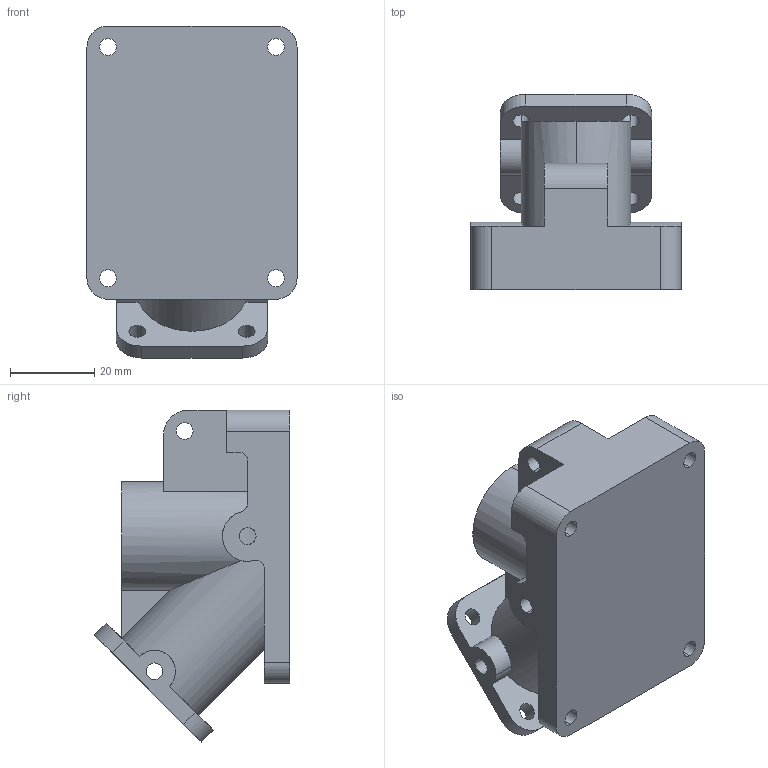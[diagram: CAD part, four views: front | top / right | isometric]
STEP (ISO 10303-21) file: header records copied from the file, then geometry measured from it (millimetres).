
FILE_DESCRIPTION (( 'STEP AP214' ), '1' );
FILE_NAME ('Examen_21300575_2parcial.STEP', '2024-05-10T20:13:04', ( '' ), ( '' ), 'SwSTEP 2.0', 'SolidWorks 2023', '' );
FILE_SCHEMA (( 'AUTOMOTIVE_DESIGN' ));
Length unit declared in the file: millimetre
Products named in the file (1): Examen_21300575_2parcial
Bounding box: 50 x 46.48 x 78.98 mm (x, y, z)
Volume: 49466 mm3; surface area: 21491.9 mm2
Topology: 1 solids, 1 shells, 86 faces, 239 edges, 159 vertices
Faces by surface type: cylinder 58, plane 28
Entity records: 3301 total; most frequent: CARTESIAN_POINT 998, ORIENTED_EDGE 478, DIRECTION 476, EDGE_CURVE 239, AXIS2_PLACEMENT_3D 180, VERTEX_POINT 159, LINE 116, VECTOR 116
